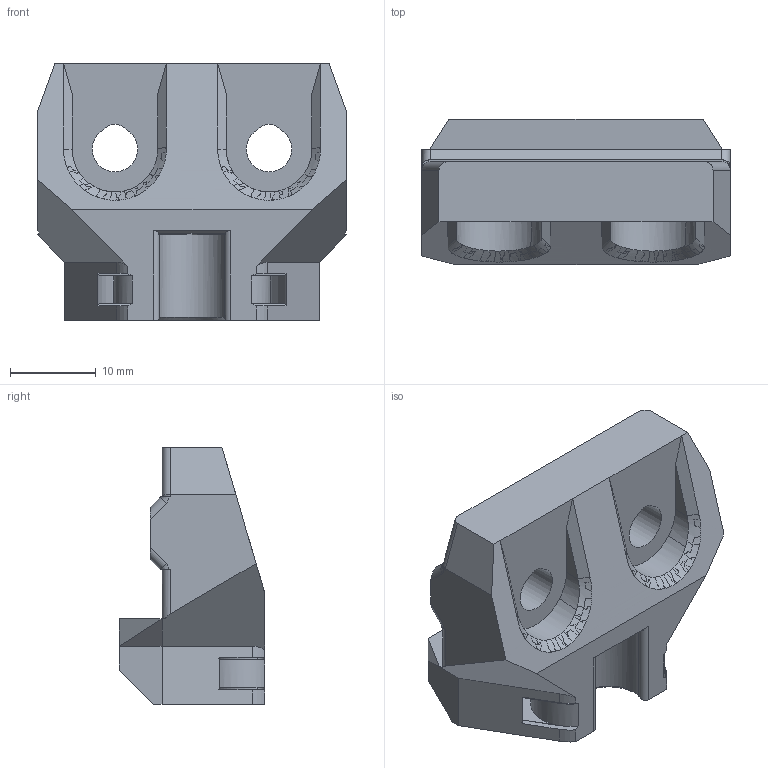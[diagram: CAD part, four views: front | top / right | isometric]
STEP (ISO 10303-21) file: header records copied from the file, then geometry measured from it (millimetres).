
FILE_DESCRIPTION(/* description */ ('','CAx-IF Rec.Pracs.---Representation and Presentation of Product Manufacturing Information (PMI)---4.0---2014-10-13'),/* implementation_level */ '2;1');
FILE_NAME(/* name */ 'rod_holder.step',/* time_stamp */ '2025-06-18T17:19:34+05:30',/* author */ (''),/* organization */ (''),/* preprocessor_version */ 'ST-DEVELOPER v20',/* originating_system */ 'Autodesk Translation Framework v13.20.0.188',/* authorisation */ '');
FILE_SCHEMA (('AP242_MANAGED_MODEL_BASED_3D_ENGINEERING_MIM_LF { 1 0 10303 442 1 1 4 }'));
Length unit declared in the file: millimetre
Products named in the file (1): (Unsaved)
Bounding box: 36 x 17 x 30 mm (x, y, z)
Surface area: 4262.8 mm2 (no closed solid volume)
Topology: 0 solids, 11 shells, 181 faces, 500 edges, 334 vertices
Faces by surface type: plane 92, cone 44, cylinder 38, bspline 6, torus 1
Entity records: 11245 total; most frequent: CARTESIAN_POINT 6753, ORIENTED_EDGE 974, DIRECTION 846, EDGE_CURVE 499, VERTEX_POINT 334, AXIS2_PLACEMENT_3D 299, LINE 248, VECTOR 248
